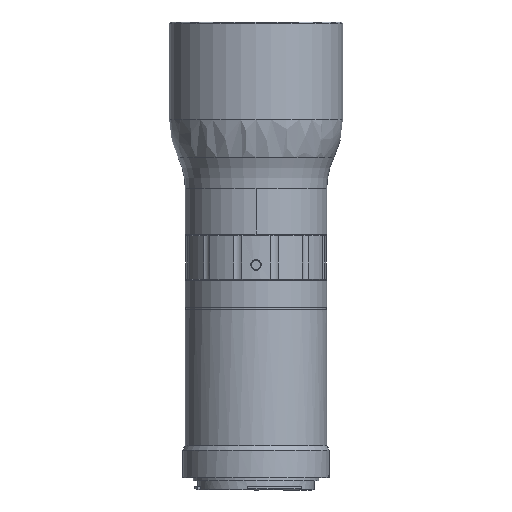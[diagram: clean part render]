
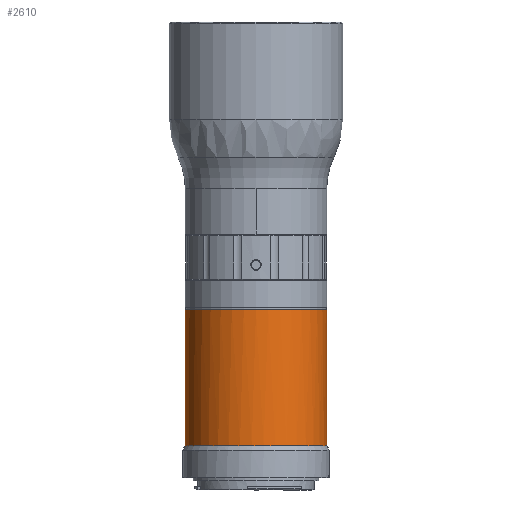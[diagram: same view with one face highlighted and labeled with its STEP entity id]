
A CAD part, front view. The second image highlights one B-rep face of the part: STEP entity #2610.
In plain terms, the highlighted cylindrical face has radius 26.5 mm (diameter 53 mm), a partial arc.
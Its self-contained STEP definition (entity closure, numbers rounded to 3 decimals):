
#2610 = ADVANCED_FACE ( 'NONE', ( #5032 ), #5031, .T. ) ;
#2611 = EDGE_LOOP ( 'NONE', ( #2612, #2983, #3031, #3032, #2674 ) ) ;
#2612 = ORIENTED_EDGE ( 'NONE', *, *, #3905, .F. ) ;
#2630 = EDGE_CURVE ( 'NONE', #2711, #4038, #5002, .T. ) ;
#2674 = ORIENTED_EDGE ( 'NONE', *, *, #2960, .F. ) ;
#2711 = VERTEX_POINT ( 'NONE', #5114 ) ;
#2713 = EDGE_CURVE ( 'NONE', #3903, #2711, #5112, .T. ) ;
#2960 = EDGE_CURVE ( 'NONE', #3906, #4035, #5574, .T. ) ;
#2983 = ORIENTED_EDGE ( 'NONE', *, *, #2713, .T. ) ;
#3031 = ORIENTED_EDGE ( 'NONE', *, *, #2630, .T. ) ;
#3032 = ORIENTED_EDGE ( 'NONE', *, *, #4037, .T. ) ;
#3903 = VERTEX_POINT ( 'NONE', #7459 ) ;
#3905 = EDGE_CURVE ( 'NONE', #3903, #3906, #7458, .T. ) ;
#3906 = VERTEX_POINT ( 'NONE', #7454 ) ;
#4035 = VERTEX_POINT ( 'NONE', #7793 ) ;
#4037 = EDGE_CURVE ( 'NONE', #4038, #4035, #7678, .T. ) ;
#4038 = VERTEX_POINT ( 'NONE', #7674 ) ;
#4995 = DIRECTION ( 'NONE',  ( 1., 0., 0. ) ) ;
#4996 = DIRECTION ( 'NONE',  ( 0., 0., 1. ) ) ;
#4997 = CARTESIAN_POINT ( 'NONE',  ( 0., 0., -124.166 ) ) ;
#4998 = AXIS2_PLACEMENT_3D ( 'NONE', #4997, #4996, #4995 ) ;
#5002 = CIRCLE ( 'NONE', #4998, 26.5 ) ;
#5026 = DIRECTION ( 'NONE',  ( 1., 0., 0. ) ) ;
#5027 = DIRECTION ( 'NONE',  ( 0., 0., 1. ) ) ;
#5028 = AXIS2_PLACEMENT_3D ( 'NONE', #5030, #5027, #5026 ) ;
#5030 = CARTESIAN_POINT ( 'NONE',  ( 0., 0., -73.37 ) ) ;
#5031 = CYLINDRICAL_SURFACE ( 'NONE', #5028, 26.5 ) ;
#5032 = FACE_OUTER_BOUND ( 'NONE', #2611, .T. ) ;
#5109 = DIRECTION ( 'NONE',  ( 0., 0., 1. ) ) ;
#5110 = CARTESIAN_POINT ( 'NONE',  ( 0., 0., -124.166 ) ) ;
#5111 = AXIS2_PLACEMENT_3D ( 'NONE', #5110, #5109, #5255 ) ;
#5112 = CIRCLE ( 'NONE', #5111, 26.5 ) ;
#5114 = CARTESIAN_POINT ( 'NONE',  ( 26.311, -3.16, -124.166 ) ) ;
#5255 = DIRECTION ( 'NONE',  ( 1., 0., 0. ) ) ;
#5546 = AXIS2_PLACEMENT_3D ( 'NONE', #5560, #5559, #5558 ) ;
#5558 = DIRECTION ( 'NONE',  ( 1., 0., 0. ) ) ;
#5559 = DIRECTION ( 'NONE',  ( 0., 0., 1. ) ) ;
#5560 = CARTESIAN_POINT ( 'NONE',  ( 0., 0., -73.37 ) ) ;
#5574 = CIRCLE ( 'NONE', #5546, 26.5 ) ;
#7454 = CARTESIAN_POINT ( 'NONE',  ( -26.5, 0., -73.37 ) ) ;
#7455 = DIRECTION ( 'NONE',  ( 0., 0., 1. ) ) ;
#7456 = VECTOR ( 'NONE', #7455, 1000. ) ;
#7457 = CARTESIAN_POINT ( 'NONE',  ( -26.5, 0., -73.37 ) ) ;
#7458 = LINE ( 'NONE', #7457, #7456 ) ;
#7459 = CARTESIAN_POINT ( 'NONE',  ( -26.5, 0., -124.166 ) ) ;
#7674 = CARTESIAN_POINT ( 'NONE',  ( 26.5, 0., -124.166 ) ) ;
#7675 = DIRECTION ( 'NONE',  ( 0., 0., 1. ) ) ;
#7676 = VECTOR ( 'NONE', #7675, 1000. ) ;
#7677 = CARTESIAN_POINT ( 'NONE',  ( 26.5, 0., -73.37 ) ) ;
#7678 = LINE ( 'NONE', #7677, #7676 ) ;
#7793 = CARTESIAN_POINT ( 'NONE',  ( 26.5, 0., -73.37 ) ) ;
